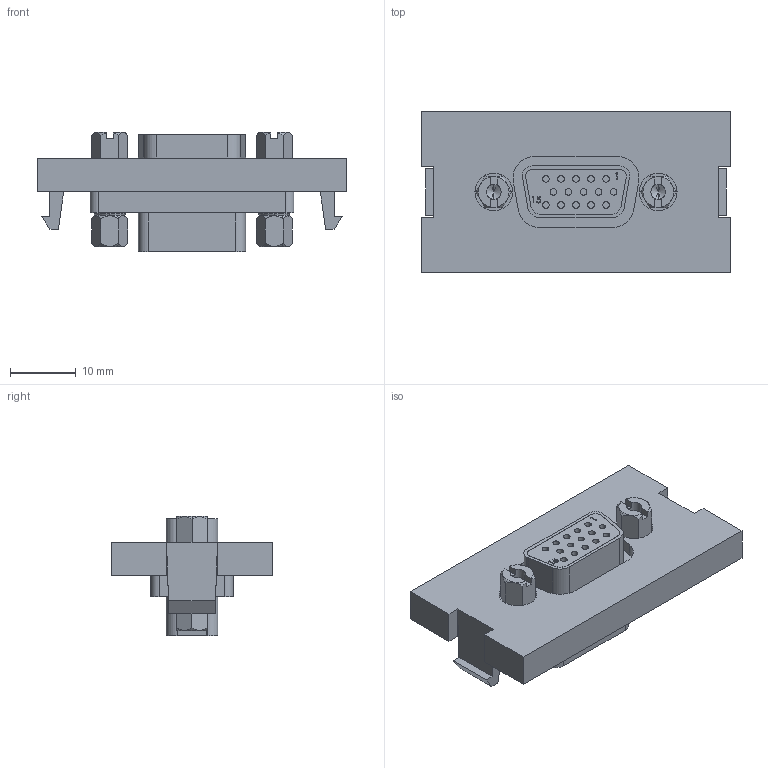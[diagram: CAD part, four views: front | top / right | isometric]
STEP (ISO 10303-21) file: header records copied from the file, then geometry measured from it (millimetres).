
FILE_DESCRIPTION (( 'STEP AP203' ), '1' );
FILE_NAME ('MWP41HD15-WT.STEP', '2014-10-15T18:39:22', ( 'x' ), ( '' ), 'SwSTEP 2.0', 'SolidWorks 2014', '' );
FILE_SCHEMA (( 'CONFIG_CONTROL_DESIGN' ));
Length unit declared in the file: inch
Products named in the file (7): 3AA05-002; 1AY04-001_DGB9F-CUTOUT; MWP41HD15-WT; SDH15S_Without Mounting Flange and Solder Cups; DGB9F-MA1; DGBH15F_.040 PANEL OFFSET; 3AA06-001
Assembly tree (9 placements, depth 3):
  MWP41HD15-WT
    1AY04-001_DGB9F-CUTOUT
    DGBH15F_.040 PANEL OFFSET
      DGB9F-MA1
      SDH15S_Without Mounting Flange and Solder Cups  x2
      3AA05-002  x2
      3AA06-001  x2
Bounding box: 46.99 x 24.38 x 18.14 mm (x, y, z)
Volume: 6537.4 mm3; surface area: 7072.1 mm2
Topology: 8 solids, 8 shells, 465 faces, 1091 edges, 684 vertices
Faces by surface type: plane 200, cylinder 157, cone 60, sphere 20, bspline 16, torus 12
Entity records: 9700 total; most frequent: CARTESIAN_POINT 2031, DIRECTION 1507, ORIENTED_EDGE 1366, EDGE_CURVE 683, AXIS2_PLACEMENT_3D 563, VERTEX_POINT 431, LINE 381, VECTOR 381
